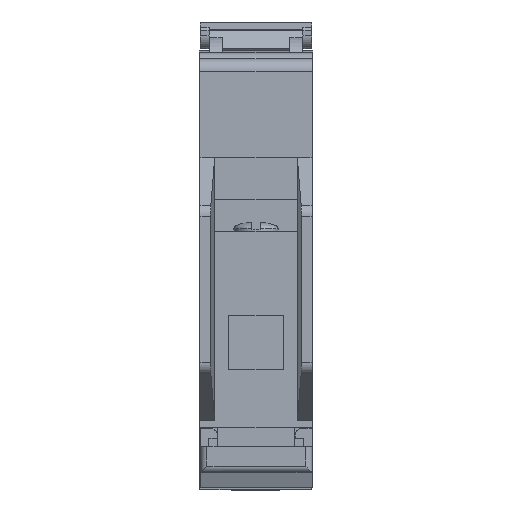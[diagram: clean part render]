
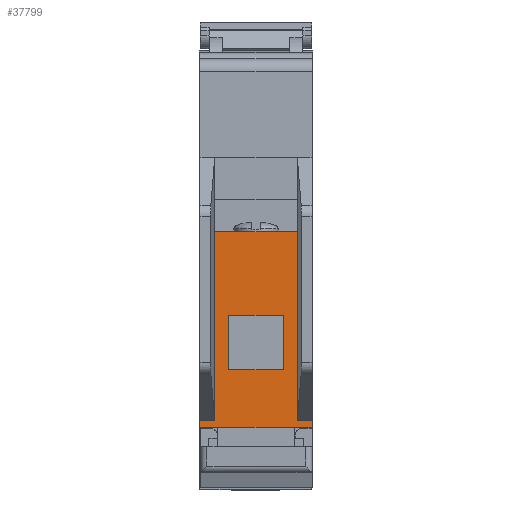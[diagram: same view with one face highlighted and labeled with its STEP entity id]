
A CAD part, top view. The second image highlights one B-rep face of the part: STEP entity #37799.
In plain terms, the highlighted planar face has unit normal (0, 0, 1).
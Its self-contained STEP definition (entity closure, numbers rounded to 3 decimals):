
#362 = EDGE_CURVE ( 'NONE', #32191, #23336, #40522, .T. ) ;
#422 = DIRECTION ( 'NONE',  ( -1., 0., 0. ) ) ;
#951 = VECTOR ( 'NONE', #12541, 1000. ) ;
#1284 = CARTESIAN_POINT ( 'NONE',  ( -4.25, -9.932, 42.856 ) ) ;
#1628 = EDGE_CURVE ( 'NONE', #9544, #35317, #8773, .T. ) ;
#2028 = LINE ( 'NONE', #40227, #951 ) ;
#2566 = PLANE ( 'NONE',  #18571 ) ;
#3458 = DIRECTION ( 'NONE',  ( 0., 1., 0. ) ) ;
#3933 = DIRECTION ( 'NONE',  ( 1., 0., 0. ) ) ;
#5074 = VERTEX_POINT ( 'NONE', #25432 ) ;
#6191 = ORIENTED_EDGE ( 'NONE', *, *, #29421, .F. ) ;
#6542 = DIRECTION ( 'NONE',  ( 0., -1., 0. ) ) ;
#7285 = VECTOR ( 'NONE', #40211, 1000. ) ;
#7298 = CARTESIAN_POINT ( 'NONE',  ( -8.75, -26.432, 42.856 ) ) ;
#8773 = LINE ( 'NONE', #18850, #29247 ) ;
#8819 = VECTOR ( 'NONE', #3933, 1000. ) ;
#9252 = DIRECTION ( 'NONE',  ( -1., 0., 0. ) ) ;
#9544 = VERTEX_POINT ( 'NONE', #14152 ) ;
#9692 = VECTOR ( 'NONE', #6542, 1000. ) ;
#10395 = LINE ( 'NONE', #14977, #8819 ) ;
#10707 = CARTESIAN_POINT ( 'NONE',  ( 8.75, -26.432, 42.856 ) ) ;
#10727 = CARTESIAN_POINT ( 'NONE',  ( -4.25, -9.932, 42.856 ) ) ;
#10992 = DIRECTION ( 'NONE',  ( -1., 0., 0. ) ) ;
#11648 = EDGE_CURVE ( 'NONE', #23336, #35748, #41198, .T. ) ;
#12541 = DIRECTION ( 'NONE',  ( 0., -1., 0. ) ) ;
#12821 = EDGE_CURVE ( 'NONE', #13975, #23278, #40618, .T. ) ;
#13409 = EDGE_CURVE ( 'NONE', #23278, #9544, #10395, .T. ) ;
#13975 = VERTEX_POINT ( 'NONE', #10727 ) ;
#14152 = CARTESIAN_POINT ( 'NONE',  ( 4.25, -18.432, 42.856 ) ) ;
#14790 = DIRECTION ( 'NONE',  ( 0., 1., 0. ) ) ;
#14864 = CARTESIAN_POINT ( 'NONE',  ( 6.45, -46.186, 42.856 ) ) ;
#14918 = EDGE_CURVE ( 'NONE', #29285, #15757, #23467, .T. ) ;
#14977 = CARTESIAN_POINT ( 'NONE',  ( -4.25, -18.432, 42.856 ) ) ;
#15374 = ORIENTED_EDGE ( 'NONE', *, *, #14918, .F. ) ;
#15442 = VECTOR ( 'NONE', #10992, 1000. ) ;
#15757 = VERTEX_POINT ( 'NONE', #18882 ) ;
#16270 = ORIENTED_EDGE ( 'NONE', *, *, #34097, .T. ) ;
#16642 = EDGE_CURVE ( 'NONE', #35829, #15757, #2028, .T. ) ;
#16776 = CARTESIAN_POINT ( 'NONE',  ( -4.25, -9.932, 42.856 ) ) ;
#16969 = VERTEX_POINT ( 'NONE', #20815 ) ;
#18088 = LINE ( 'NONE', #1284, #21656 ) ;
#18423 = VECTOR ( 'NONE', #38786, 1000. ) ;
#18571 = AXIS2_PLACEMENT_3D ( 'NONE', #36497, #23118, #9252 ) ;
#18692 = LINE ( 'NONE', #14864, #18423 ) ;
#18850 = CARTESIAN_POINT ( 'NONE',  ( 4.25, -9.932, 42.856 ) ) ;
#18882 = CARTESIAN_POINT ( 'NONE',  ( -8.75, -27.432, 42.856 ) ) ;
#19767 = FACE_OUTER_BOUND ( 'NONE', #20739, .T. ) ;
#20254 = DIRECTION ( 'NONE',  ( 1., 0., 0. ) ) ;
#20739 = EDGE_LOOP ( 'NONE', ( #25285, #38217, #43218, #26240, #22477, #15374, #29185, #16270 ) ) ;
#20815 = CARTESIAN_POINT ( 'NONE',  ( 6.45, -26.432, 42.856 ) ) ;
#21656 = VECTOR ( 'NONE', #422, 1000. ) ;
#22243 = EDGE_CURVE ( 'NONE', #5074, #29285, #37359, .T. ) ;
#22477 = ORIENTED_EDGE ( 'NONE', *, *, #16642, .T. ) ;
#23081 = CARTESIAN_POINT ( 'NONE',  ( -6.45, 3.068, 42.856 ) ) ;
#23118 = DIRECTION ( 'NONE',  ( 0., 0., -1. ) ) ;
#23278 = VERTEX_POINT ( 'NONE', #29797 ) ;
#23324 = CARTESIAN_POINT ( 'NONE',  ( -6.45, -26.432, 42.856 ) ) ;
#23336 = VERTEX_POINT ( 'NONE', #23081 ) ;
#23467 = LINE ( 'NONE', #30825, #7285 ) ;
#23521 = CARTESIAN_POINT ( 'NONE',  ( 8.75, -26.432, 42.856 ) ) ;
#23739 = EDGE_CURVE ( 'NONE', #32191, #35829, #24798, .T. ) ;
#24589 = DIRECTION ( 'NONE',  ( -1., 0., 0. ) ) ;
#24798 = LINE ( 'NONE', #10707, #43068 ) ;
#25285 = ORIENTED_EDGE ( 'NONE', *, *, #35974, .T. ) ;
#25432 = CARTESIAN_POINT ( 'NONE',  ( 8.75, -26.432, 42.856 ) ) ;
#26240 = ORIENTED_EDGE ( 'NONE', *, *, #23739, .T. ) ;
#26262 = FACE_BOUND ( 'NONE', #27683, .T. ) ;
#26408 = VECTOR ( 'NONE', #3458, 1000. ) ;
#27472 = CARTESIAN_POINT ( 'NONE',  ( 6.45, 3.068, 42.856 ) ) ;
#27683 = EDGE_LOOP ( 'NONE', ( #6191, #41281, #37918, #32434 ) ) ;
#28857 = VECTOR ( 'NONE', #30411, 1000. ) ;
#29185 = ORIENTED_EDGE ( 'NONE', *, *, #22243, .F. ) ;
#29247 = VECTOR ( 'NONE', #14790, 1000. ) ;
#29285 = VERTEX_POINT ( 'NONE', #35996 ) ;
#29421 = EDGE_CURVE ( 'NONE', #35317, #13975, #18088, .T. ) ;
#29797 = CARTESIAN_POINT ( 'NONE',  ( -4.25, -18.432, 42.856 ) ) ;
#30074 = CARTESIAN_POINT ( 'NONE',  ( -6.45, -46.186, 42.856 ) ) ;
#30411 = DIRECTION ( 'NONE',  ( 0., -1., 0. ) ) ;
#30825 = CARTESIAN_POINT ( 'NONE',  ( 8.75, -27.432, 42.856 ) ) ;
#32191 = VERTEX_POINT ( 'NONE', #23324 ) ;
#32434 = ORIENTED_EDGE ( 'NONE', *, *, #12821, .F. ) ;
#33880 = CARTESIAN_POINT ( 'NONE',  ( 6.45, 3.068, 42.856 ) ) ;
#34097 = EDGE_CURVE ( 'NONE', #5074, #16969, #34692, .T. ) ;
#34692 = LINE ( 'NONE', #41576, #15442 ) ;
#35317 = VERTEX_POINT ( 'NONE', #39364 ) ;
#35748 = VERTEX_POINT ( 'NONE', #27472 ) ;
#35829 = VERTEX_POINT ( 'NONE', #7298 ) ;
#35974 = EDGE_CURVE ( 'NONE', #16969, #35748, #18692, .T. ) ;
#35996 = CARTESIAN_POINT ( 'NONE',  ( 8.75, -27.432, 42.856 ) ) ;
#36422 = VECTOR ( 'NONE', #20254, 1000. ) ;
#36497 = CARTESIAN_POINT ( 'NONE',  ( 8.75, -26.432, 42.856 ) ) ;
#37359 = LINE ( 'NONE', #23521, #9692 ) ;
#37799 = ADVANCED_FACE ( 'NONE', ( #26262, #19767 ), #2566, .F. ) ;
#37918 = ORIENTED_EDGE ( 'NONE', *, *, #13409, .F. ) ;
#38217 = ORIENTED_EDGE ( 'NONE', *, *, #11648, .F. ) ;
#38786 = DIRECTION ( 'NONE',  ( 0., 1., 0. ) ) ;
#39364 = CARTESIAN_POINT ( 'NONE',  ( 4.25, -9.932, 42.856 ) ) ;
#40211 = DIRECTION ( 'NONE',  ( -1., 0., 0. ) ) ;
#40227 = CARTESIAN_POINT ( 'NONE',  ( -8.75, -26.432, 42.856 ) ) ;
#40522 = LINE ( 'NONE', #30074, #26408 ) ;
#40618 = LINE ( 'NONE', #16776, #28857 ) ;
#41198 = LINE ( 'NONE', #33880, #36422 ) ;
#41281 = ORIENTED_EDGE ( 'NONE', *, *, #1628, .F. ) ;
#41576 = CARTESIAN_POINT ( 'NONE',  ( 8.75, -26.432, 42.856 ) ) ;
#43068 = VECTOR ( 'NONE', #24589, 1000. ) ;
#43218 = ORIENTED_EDGE ( 'NONE', *, *, #362, .F. ) ;
